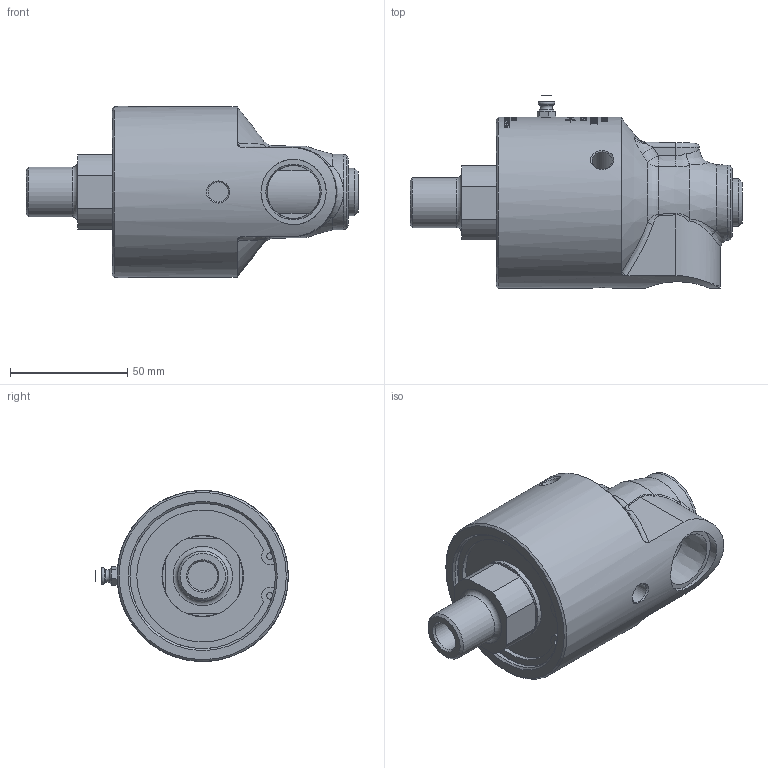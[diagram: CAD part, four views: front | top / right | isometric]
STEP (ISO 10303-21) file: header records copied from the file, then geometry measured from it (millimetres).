
FILE_DESCRIPTION(/* description */ (''),/* implementation_level */ '2;1');
FILE_NAME(/* name */ '257-000-018-IC.stp',/* time_stamp */ '2021-03-11T09:31:50-06:00',/* author */ ('msvetlecich'),/* organization */ (''),/* preprocessor_version */ 'ST-DEVELOPER v18',/* originating_system */ 'Autodesk Inventor 2020',/* authorisation */ '');
FILE_SCHEMA (('AUTOMOTIVE_DESIGN { 1 0 10303 214 3 1 1 }'));
Products named in the file (1): 257-000-018
Bounding box: 141.67 x 82.13 x 73 mm (x, y, z)
Volume: 314131 mm3; surface area: 37589.2 mm2
Topology: 1 solids, 2 shells, 1297 faces, 3514 edges, 2335 vertices
Faces by surface type: plane 590, bspline 536, cylinder 134, cone 28, torus 7, sphere 2
Full cylindrical faces by diameter (mm): 2.794 x2, 5.359 x1, 8.6 x3, 12.7 x1, 21.33 x1, 22.631 x1, 27.8 x1, 34.8 x1, 62.05 x1, 66.9 x1, 73 x1
Entity records: 64679 total; most frequent: CARTESIAN_POINT 34444, ORIENTED_EDGE 7026, DIRECTION 4941, EDGE_CURVE 3513, VERTEX_POINT 2335, AXIS2_PLACEMENT_3D 1788, EDGE_LOOP 1414, LINE 1365
